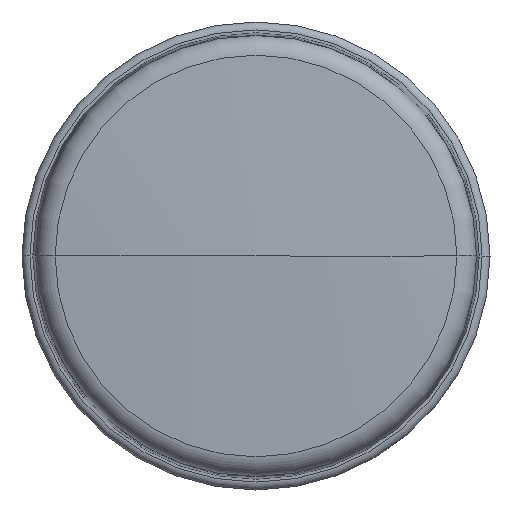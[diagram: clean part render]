
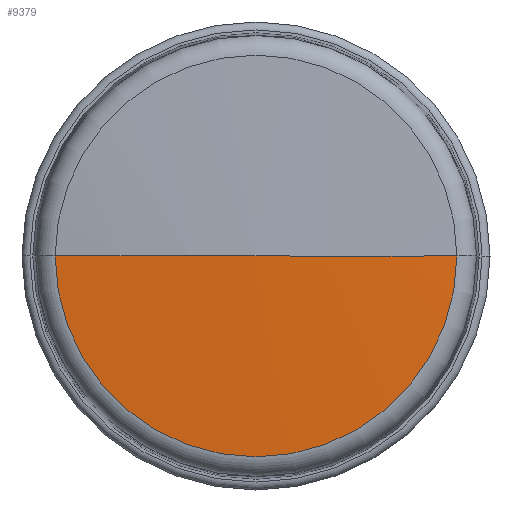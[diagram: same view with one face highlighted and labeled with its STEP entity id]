
A CAD part, left-side view. The second image highlights one B-rep face of the part: STEP entity #9379.
In plain terms, the highlighted spherical face has radius 624.755 mm.
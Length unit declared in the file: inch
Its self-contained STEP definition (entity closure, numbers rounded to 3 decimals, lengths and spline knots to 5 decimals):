
#4378 = DIRECTION ( 'NONE',  ( 0., 0., 1. ) ) ;
#4710 = VERTEX_POINT ( 'NONE', #23075 ) ;
#5236 = EDGE_LOOP ( 'NONE', ( #36632, #28900, #21591 ) ) ;
#7249 = FACE_OUTER_BOUND ( 'NONE', #5236, .T. ) ;
#7717 = DIRECTION ( 'NONE',  ( 1., 0., 0. ) ) ;
#8568 = DIRECTION ( 'NONE',  ( 0., 0., -1. ) ) ;
#8746 = CIRCLE ( 'NONE', #26982, 24.59664 ) ;
#9379 = ADVANCED_FACE ( 'NONE', ( #7249 ), #39597, .T. ) ;
#10222 = AXIS2_PLACEMENT_3D ( 'NONE', #17896, #21014, #28124 ) ;
#10952 = CIRCLE ( 'NONE', #43413, 24.59664 ) ;
#14955 = DIRECTION ( 'NONE',  ( -1., 0., 0. ) ) ;
#17272 = CARTESIAN_POINT ( 'NONE',  ( 0., 3.8189, 0. ) ) ;
#17896 = CARTESIAN_POINT ( 'NONE',  ( 0., 3.72066, 0. ) ) ;
#19345 = EDGE_CURVE ( 'NONE', #4710, #28182, #8746, .T. ) ;
#20006 = EDGE_CURVE ( 'NONE', #40206, #28182, #10952, .T. ) ;
#21014 = DIRECTION ( 'NONE',  ( 0., 1., 0. ) ) ;
#21591 = ORIENTED_EDGE ( 'NONE', *, *, #19345, .F. ) ;
#23075 = CARTESIAN_POINT ( 'NONE',  ( 2.19614, 3.72066, 0. ) ) ;
#23991 = EDGE_CURVE ( 'NONE', #4710, #40206, #34503, .T. ) ;
#26058 = CARTESIAN_POINT ( 'NONE',  ( 0., -20.77774, 0. ) ) ;
#26982 = AXIS2_PLACEMENT_3D ( 'NONE', #43577, #4378, #7717 ) ;
#28124 = DIRECTION ( 'NONE',  ( -1., 0., 0. ) ) ;
#28182 = VERTEX_POINT ( 'NONE', #17272 ) ;
#28900 = ORIENTED_EDGE ( 'NONE', *, *, #20006, .T. ) ;
#29958 = CARTESIAN_POINT ( 'NONE',  ( 0., -20.77774, 0. ) ) ;
#31265 = CARTESIAN_POINT ( 'NONE',  ( -2.19614, 3.72066, 0. ) ) ;
#33213 = DIRECTION ( 'NONE',  ( 0., 0., -1. ) ) ;
#34503 = CIRCLE ( 'NONE', #10222, 2.19614 ) ;
#36632 = ORIENTED_EDGE ( 'NONE', *, *, #23991, .T. ) ;
#37127 = DIRECTION ( 'NONE',  ( 1., 0., 0. ) ) ;
#39597 = SPHERICAL_SURFACE ( 'NONE', #43327, 24.59664 ) ;
#40206 = VERTEX_POINT ( 'NONE', #31265 ) ;
#43327 = AXIS2_PLACEMENT_3D ( 'NONE', #29958, #8568, #37127 ) ;
#43413 = AXIS2_PLACEMENT_3D ( 'NONE', #26058, #33213, #14955 ) ;
#43577 = CARTESIAN_POINT ( 'NONE',  ( 0., -20.77774, 0. ) ) ;
